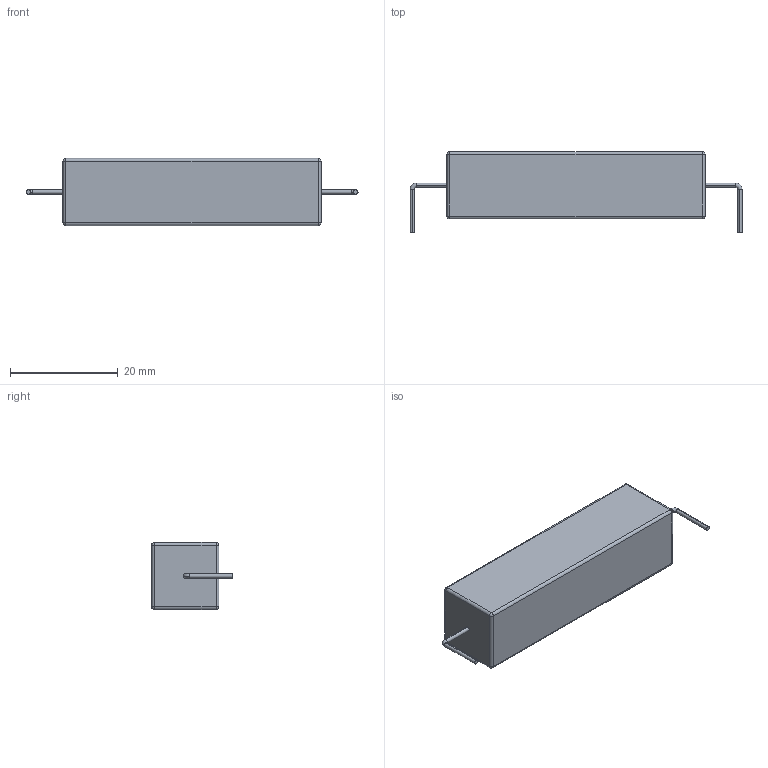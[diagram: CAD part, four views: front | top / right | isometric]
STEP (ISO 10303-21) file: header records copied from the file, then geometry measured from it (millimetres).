
FILE_DESCRIPTION (( 'STEP AP203' ), '1' );
FILE_NAME ('R_Power_L48.0_W12.5_P60.96_Horizontal.STEP', '2024-03-02T10:17:17', ( '' ), ( '' ), 'SwSTEP 2.0', 'SolidWorks 2018', '' );
FILE_SCHEMA (( 'CONFIG_CONTROL_DESIGN' ));
Length unit declared in the file: millimetre
Products named in the file (1): R_Power_L48.0_W12.5_P60.96_Horizontal
Bounding box: 61.76 x 15 x 12.5 mm (x, y, z)
Volume: 7499.5 mm3; surface area: 2724.5 mm2
Topology: 1 solids, 1 shells, 40 faces, 92 edges, 48 vertices
Faces by surface type: cylinder 20, plane 8, sphere 8, torus 4
Entity records: 1145 total; most frequent: DIRECTION 218, CARTESIAN_POINT 173, ORIENTED_EDGE 168, AXIS2_PLACEMENT_3D 93, EDGE_CURVE 84, CIRCLE 52, VERTEX_POINT 48, EDGE_LOOP 42
